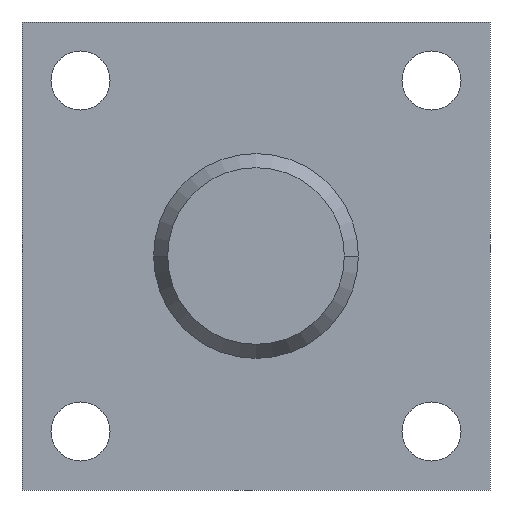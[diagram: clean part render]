
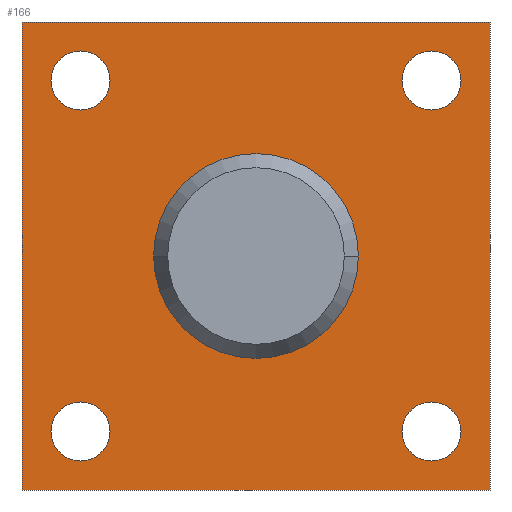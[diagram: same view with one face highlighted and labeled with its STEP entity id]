
A CAD part, left-side view. The second image highlights one B-rep face of the part: STEP entity #166.
In plain terms, the highlighted planar face has unit normal (-1, 0, 0).
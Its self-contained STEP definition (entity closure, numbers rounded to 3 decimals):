
#166 = ADVANCED_FACE( '', ( #260, #261, #262, #263, #264, #265 ), #266, .F. );
#260 = FACE_BOUND( '', #358, .T. );
#261 = FACE_BOUND( '', #359, .T. );
#262 = FACE_BOUND( '', #360, .T. );
#263 = FACE_BOUND( '', #361, .T. );
#264 = FACE_OUTER_BOUND( '', #362, .T. );
#265 = FACE_BOUND( '', #363, .T. );
#266 = PLANE( '', #364 );
#358 = EDGE_LOOP( '', ( #672, #673 ) );
#359 = EDGE_LOOP( '', ( #674, #675 ) );
#360 = EDGE_LOOP( '', ( #676, #677 ) );
#361 = EDGE_LOOP( '', ( #678, #679 ) );
#362 = EDGE_LOOP( '', ( #680, #681, #682, #683 ) );
#363 = EDGE_LOOP( '', ( #684, #685 ) );
#364 = AXIS2_PLACEMENT_3D( '', #686, #687, #688 );
#672 = ORIENTED_EDGE( '', *, *, #767, .T. );
#673 = ORIENTED_EDGE( '', *, *, #763, .T. );
#674 = ORIENTED_EDGE( '', *, *, #769, .T. );
#675 = ORIENTED_EDGE( '', *, *, #759, .T. );
#676 = ORIENTED_EDGE( '', *, *, #771, .T. );
#677 = ORIENTED_EDGE( '', *, *, #755, .T. );
#678 = ORIENTED_EDGE( '', *, *, #773, .T. );
#679 = ORIENTED_EDGE( '', *, *, #751, .T. );
#680 = ORIENTED_EDGE( '', *, *, #787, .F. );
#681 = ORIENTED_EDGE( '', *, *, #778, .F. );
#682 = ORIENTED_EDGE( '', *, *, #782, .F. );
#683 = ORIENTED_EDGE( '', *, *, #785, .F. );
#684 = ORIENTED_EDGE( '', *, *, #775, .T. );
#685 = ORIENTED_EDGE( '', *, *, #747, .T. );
#686 = CARTESIAN_POINT( '', ( -15., 0., 0. ) );
#687 = DIRECTION( '', ( 1., 0., 0. ) );
#688 = DIRECTION( '', ( 0., 0., -1. ) );
#747 = EDGE_CURVE( '', #885, #882, #886, .T. );
#751 = EDGE_CURVE( '', #893, #890, #894, .T. );
#755 = EDGE_CURVE( '', #901, #898, #902, .T. );
#759 = EDGE_CURVE( '', #909, #906, #910, .T. );
#763 = EDGE_CURVE( '', #917, #914, #918, .T. );
#767 = EDGE_CURVE( '', #914, #917, #923, .T. );
#769 = EDGE_CURVE( '', #906, #909, #925, .T. );
#771 = EDGE_CURVE( '', #898, #901, #927, .T. );
#773 = EDGE_CURVE( '', #890, #893, #929, .T. );
#775 = EDGE_CURVE( '', #882, #885, #931, .T. );
#778 = EDGE_CURVE( '', #935, #937, #938, .T. );
#782 = EDGE_CURVE( '', #942, #935, #944, .T. );
#785 = EDGE_CURVE( '', #947, #942, #949, .T. );
#787 = EDGE_CURVE( '', #937, #947, #951, .T. );
#882 = VERTEX_POINT( '', #1062 );
#885 = VERTEX_POINT( '', #1066 );
#886 = CIRCLE( '', #1067, 17.5 );
#890 = VERTEX_POINT( '', #1072 );
#893 = VERTEX_POINT( '', #1076 );
#894 = CIRCLE( '', #1077, 5.053 );
#898 = VERTEX_POINT( '', #1082 );
#901 = VERTEX_POINT( '', #1086 );
#902 = CIRCLE( '', #1087, 5.053 );
#906 = VERTEX_POINT( '', #1092 );
#909 = VERTEX_POINT( '', #1096 );
#910 = CIRCLE( '', #1097, 5.053 );
#914 = VERTEX_POINT( '', #1102 );
#917 = VERTEX_POINT( '', #1106 );
#918 = CIRCLE( '', #1107, 5.053 );
#923 = CIRCLE( '', #1113, 5.053 );
#925 = CIRCLE( '', #1115, 5.053 );
#927 = CIRCLE( '', #1117, 5.053 );
#929 = CIRCLE( '', #1119, 5.053 );
#931 = CIRCLE( '', #1121, 17.5 );
#935 = VERTEX_POINT( '', #1126 );
#937 = VERTEX_POINT( '', #1129 );
#938 = LINE( '', #1130, #1131 );
#942 = VERTEX_POINT( '', #1137 );
#944 = LINE( '', #1140, #1141 );
#947 = VERTEX_POINT( '', #1145 );
#949 = LINE( '', #1148, #1149 );
#951 = LINE( '', #1152, #1153 );
#1062 = CARTESIAN_POINT( '', ( -15., 0., -17.5 ) );
#1066 = CARTESIAN_POINT( '', ( -15., 0., 17.5 ) );
#1067 = AXIS2_PLACEMENT_3D( '', #1294, #1295, #1296 );
#1072 = CARTESIAN_POINT( '', ( -15., 30., 24.947 ) );
#1076 = CARTESIAN_POINT( '', ( -15., 30., 35.053 ) );
#1077 = AXIS2_PLACEMENT_3D( '', #1302, #1303, #1304 );
#1082 = CARTESIAN_POINT( '', ( -15., -30., -35.053 ) );
#1086 = CARTESIAN_POINT( '', ( -15., -30., -24.947 ) );
#1087 = AXIS2_PLACEMENT_3D( '', #1310, #1311, #1312 );
#1092 = CARTESIAN_POINT( '', ( -15., 30., -35.053 ) );
#1096 = CARTESIAN_POINT( '', ( -15., 30., -24.947 ) );
#1097 = AXIS2_PLACEMENT_3D( '', #1318, #1319, #1320 );
#1102 = CARTESIAN_POINT( '', ( -15., -30., 24.947 ) );
#1106 = CARTESIAN_POINT( '', ( -15., -30., 35.053 ) );
#1107 = AXIS2_PLACEMENT_3D( '', #1326, #1327, #1328 );
#1113 = AXIS2_PLACEMENT_3D( '', #1336, #1337, #1338 );
#1115 = AXIS2_PLACEMENT_3D( '', #1342, #1343, #1344 );
#1117 = AXIS2_PLACEMENT_3D( '', #1348, #1349, #1350 );
#1119 = AXIS2_PLACEMENT_3D( '', #1354, #1355, #1356 );
#1121 = AXIS2_PLACEMENT_3D( '', #1360, #1361, #1362 );
#1126 = CARTESIAN_POINT( '', ( -15., 40., -40. ) );
#1129 = CARTESIAN_POINT( '', ( -15., 40., 40. ) );
#1130 = CARTESIAN_POINT( '', ( -15., 40., -40. ) );
#1131 = VECTOR( '', #1365, 1. );
#1137 = CARTESIAN_POINT( '', ( -15., -40., -40. ) );
#1140 = CARTESIAN_POINT( '', ( -15., -40., -40. ) );
#1141 = VECTOR( '', #1369, 1. );
#1145 = CARTESIAN_POINT( '', ( -15., -40., 40. ) );
#1148 = CARTESIAN_POINT( '', ( -15., -40., 40. ) );
#1149 = VECTOR( '', #1372, 1. );
#1152 = CARTESIAN_POINT( '', ( -15., 40., 40. ) );
#1153 = VECTOR( '', #1374, 1. );
#1294 = CARTESIAN_POINT( '', ( -15., 0., 0. ) );
#1295 = DIRECTION( '', ( 1., 0., 0. ) );
#1296 = DIRECTION( '', ( 0., 0., -1. ) );
#1302 = CARTESIAN_POINT( '', ( -15., 30., 30. ) );
#1303 = DIRECTION( '', ( 1., 0., 0. ) );
#1304 = DIRECTION( '', ( 0., 0., -1. ) );
#1310 = CARTESIAN_POINT( '', ( -15., -30., -30. ) );
#1311 = DIRECTION( '', ( 1., 0., 0. ) );
#1312 = DIRECTION( '', ( 0., 0., -1. ) );
#1318 = CARTESIAN_POINT( '', ( -15., 30., -30. ) );
#1319 = DIRECTION( '', ( 1., 0., 0. ) );
#1320 = DIRECTION( '', ( 0., 0., -1. ) );
#1326 = CARTESIAN_POINT( '', ( -15., -30., 30. ) );
#1327 = DIRECTION( '', ( 1., 0., 0. ) );
#1328 = DIRECTION( '', ( 0., 0., -1. ) );
#1336 = CARTESIAN_POINT( '', ( -15., -30., 30. ) );
#1337 = DIRECTION( '', ( 1., 0., 0. ) );
#1338 = DIRECTION( '', ( 0., 0., -1. ) );
#1342 = CARTESIAN_POINT( '', ( -15., 30., -30. ) );
#1343 = DIRECTION( '', ( 1., 0., 0. ) );
#1344 = DIRECTION( '', ( 0., 0., -1. ) );
#1348 = CARTESIAN_POINT( '', ( -15., -30., -30. ) );
#1349 = DIRECTION( '', ( 1., 0., 0. ) );
#1350 = DIRECTION( '', ( 0., 0., -1. ) );
#1354 = CARTESIAN_POINT( '', ( -15., 30., 30. ) );
#1355 = DIRECTION( '', ( 1., 0., 0. ) );
#1356 = DIRECTION( '', ( 0., 0., -1. ) );
#1360 = CARTESIAN_POINT( '', ( -15., 0., 0. ) );
#1361 = DIRECTION( '', ( 1., 0., 0. ) );
#1362 = DIRECTION( '', ( 0., 0., -1. ) );
#1365 = DIRECTION( '', ( 0., 0., 1. ) );
#1369 = DIRECTION( '', ( 0., 1., 0. ) );
#1372 = DIRECTION( '', ( 0., 0., -1. ) );
#1374 = DIRECTION( '', ( 0., -1., 0. ) );
